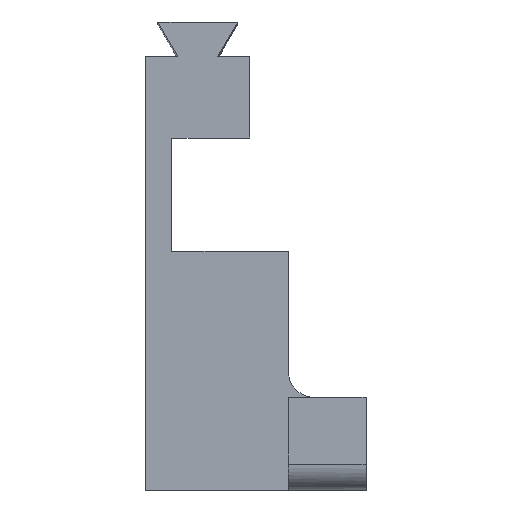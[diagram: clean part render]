
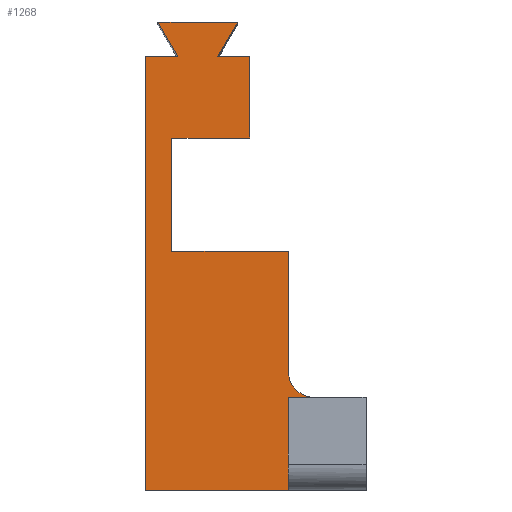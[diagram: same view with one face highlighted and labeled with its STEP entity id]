
A CAD part, front view. The second image highlights one B-rep face of the part: STEP entity #1268.
In plain terms, the highlighted planar face has unit normal (0, -1, 0).
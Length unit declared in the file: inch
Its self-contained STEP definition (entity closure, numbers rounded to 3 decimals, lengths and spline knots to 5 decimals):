
#85=CIRCLE('',#1348,0.3937);
#139=FACE_OUTER_BOUND('',#203,.T.);
#203=EDGE_LOOP('',(#880,#881,#882,#883,#884,#885,#886,#887,#888,#889,#890,
#891,#892,#893,#894,#895));
#299=LINE('',#1822,#428);
#305=LINE('',#1835,#434);
#308=LINE('',#1841,#437);
#311=LINE('',#1847,#440);
#314=LINE('',#1851,#443);
#315=LINE('',#1854,#444);
#316=LINE('',#1856,#445);
#317=LINE('',#1858,#446);
#318=LINE('',#1860,#447);
#319=LINE('',#1862,#448);
#320=LINE('',#1866,#449);
#321=LINE('',#1868,#450);
#322=LINE('',#1870,#451);
#323=LINE('',#1872,#452);
#324=LINE('',#1873,#453);
#428=VECTOR('',#1462,0.3937);
#434=VECTOR('',#1470,0.3937);
#437=VECTOR('',#1475,0.3937);
#440=VECTOR('',#1480,0.3937);
#443=VECTOR('',#1485,0.3937);
#444=VECTOR('',#1488,0.3937);
#445=VECTOR('',#1489,0.3937);
#446=VECTOR('',#1490,0.3937);
#447=VECTOR('',#1491,0.3937);
#448=VECTOR('',#1492,0.3937);
#449=VECTOR('',#1495,0.3937);
#450=VECTOR('',#1496,0.3937);
#451=VECTOR('',#1497,0.3937);
#452=VECTOR('',#1498,0.3937);
#453=VECTOR('',#1499,0.3937);
#557=VERTEX_POINT('',#1820);
#558=VERTEX_POINT('',#1821);
#563=VERTEX_POINT('',#1832);
#564=VERTEX_POINT('',#1834);
#566=VERTEX_POINT('',#1840);
#568=VERTEX_POINT('',#1846);
#569=VERTEX_POINT('',#1853);
#570=VERTEX_POINT('',#1855);
#571=VERTEX_POINT('',#1857);
#572=VERTEX_POINT('',#1859);
#573=VERTEX_POINT('',#1861);
#574=VERTEX_POINT('',#1863);
#575=VERTEX_POINT('',#1865);
#576=VERTEX_POINT('',#1867);
#577=VERTEX_POINT('',#1869);
#578=VERTEX_POINT('',#1871);
#678=EDGE_CURVE('',#557,#558,#299,.T.);
#684=EDGE_CURVE('',#564,#563,#305,.T.);
#687=EDGE_CURVE('',#566,#564,#308,.T.);
#690=EDGE_CURVE('',#568,#566,#311,.T.);
#693=EDGE_CURVE('',#558,#568,#314,.T.);
#694=EDGE_CURVE('',#563,#569,#315,.T.);
#695=EDGE_CURVE('',#570,#569,#316,.T.);
#696=EDGE_CURVE('',#570,#571,#317,.T.);
#697=EDGE_CURVE('',#571,#572,#318,.T.);
#698=EDGE_CURVE('',#573,#572,#319,.T.);
#699=EDGE_CURVE('',#573,#574,#85,.F.);
#700=EDGE_CURVE('',#574,#575,#320,.T.);
#701=EDGE_CURVE('',#576,#575,#321,.T.);
#702=EDGE_CURVE('',#577,#576,#322,.T.);
#703=EDGE_CURVE('',#577,#578,#323,.T.);
#704=EDGE_CURVE('',#557,#578,#324,.T.);
#880=ORIENTED_EDGE('',*,*,#678,.T.);
#881=ORIENTED_EDGE('',*,*,#693,.T.);
#882=ORIENTED_EDGE('',*,*,#690,.T.);
#883=ORIENTED_EDGE('',*,*,#687,.T.);
#884=ORIENTED_EDGE('',*,*,#684,.T.);
#885=ORIENTED_EDGE('',*,*,#694,.T.);
#886=ORIENTED_EDGE('',*,*,#695,.F.);
#887=ORIENTED_EDGE('',*,*,#696,.T.);
#888=ORIENTED_EDGE('',*,*,#697,.T.);
#889=ORIENTED_EDGE('',*,*,#698,.F.);
#890=ORIENTED_EDGE('',*,*,#699,.T.);
#891=ORIENTED_EDGE('',*,*,#700,.T.);
#892=ORIENTED_EDGE('',*,*,#701,.F.);
#893=ORIENTED_EDGE('',*,*,#702,.F.);
#894=ORIENTED_EDGE('',*,*,#703,.T.);
#895=ORIENTED_EDGE('',*,*,#704,.F.);
#1229=PLANE('',#1347);
#1268=ADVANCED_FACE('',(#139),#1229,.F.);
#1347=AXIS2_PLACEMENT_3D('',#1852,#1486,#1487);
#1348=AXIS2_PLACEMENT_3D('',#1864,#1493,#1494);
#1462=DIRECTION('',(1.,0.,0.));
#1470=DIRECTION('',(1.,0.,0.));
#1475=DIRECTION('',(-0.506,0.,0.863));
#1480=DIRECTION('',(1.,0.,0.));
#1485=DIRECTION('',(-0.506,0.,-0.863));
#1486=DIRECTION('center_axis',(0.,1.,0.));
#1487=DIRECTION('ref_axis',(0.,0.,1.));
#1488=DIRECTION('',(0.,0.,1.));
#1489=DIRECTION('',(1.,0.,0.));
#1490=DIRECTION('',(0.,0.,-1.));
#1491=DIRECTION('',(0.,0.,-1.));
#1492=DIRECTION('',(1.,0.,0.));
#1493=DIRECTION('center_axis',(0.,-1.,0.));
#1494=DIRECTION('ref_axis',(0.707,0.,0.707));
#1495=DIRECTION('',(0.,0.,-1.));
#1496=DIRECTION('',(-1.,0.,0.));
#1497=DIRECTION('',(0.,0.,1.));
#1498=DIRECTION('',(-1.,0.,0.));
#1499=DIRECTION('',(0.,0.,1.));
#1820=CARTESIAN_POINT('',(13.00787,-8.28923,-1.71526));
#1821=CARTESIAN_POINT('',(13.49462,-8.28923,-1.71526));
#1822=CARTESIAN_POINT('',(13.59843,-8.28923,-1.71526));
#1832=CARTESIAN_POINT('',(14.58268,-8.28923,-1.71526));
#1834=CARTESIAN_POINT('',(14.09593,-8.28923,-1.71526));
#1835=CARTESIAN_POINT('',(14.14245,-8.28923,-1.71526));
#1840=CARTESIAN_POINT('',(14.40157,-8.28923,-2.23652));
#1841=CARTESIAN_POINT('',(15.55714,-8.28923,-4.20729));
#1846=CARTESIAN_POINT('',(13.18898,-8.28923,-2.23652));
#1847=CARTESIAN_POINT('',(13.68898,-8.28923,-2.23652));
#1851=CARTESIAN_POINT('',(12.28695,-8.28923,-3.77489));
#1852=CARTESIAN_POINT('Origin',(14.18898,-8.28923,-7.65746));
#1853=CARTESIAN_POINT('',(14.58268,-8.28923,4.8806));
#1854=CARTESIAN_POINT('',(14.58268,-8.28923,-7.65746));
#1855=CARTESIAN_POINT('',(12.41732,-8.28923,4.8806));
#1856=CARTESIAN_POINT('',(14.18898,-8.28923,4.8806));
#1857=CARTESIAN_POINT('',(12.41732,-8.28923,4.7096));
#1858=CARTESIAN_POINT('',(12.41732,-8.28923,3.48296));
#1859=CARTESIAN_POINT('',(12.41732,-8.28923,3.47115));
#1860=CARTESIAN_POINT('',(12.41732,-8.28923,3.48296));
#1861=CARTESIAN_POINT('',(12.02362,-8.28923,3.47115));
#1862=CARTESIAN_POINT('',(13.30315,-8.28923,3.47115));
#1863=CARTESIAN_POINT('',(12.41732,-8.28923,3.07745));
#1864=CARTESIAN_POINT('Origin',(12.02362,-8.28923,3.07745));
#1865=CARTESIAN_POINT('',(12.41732,-8.28923,1.24729));
#1866=CARTESIAN_POINT('',(12.41732,-8.28923,3.48296));
#1867=CARTESIAN_POINT('',(14.18898,-8.28923,1.24729));
#1868=CARTESIAN_POINT('',(14.18898,-8.28923,1.24729));
#1869=CARTESIAN_POINT('',(14.18898,-8.28923,-0.47244));
#1870=CARTESIAN_POINT('',(14.18898,-8.28923,-7.65746));
#1871=CARTESIAN_POINT('',(13.00787,-8.28923,-0.47244));
#1872=CARTESIAN_POINT('',(14.18898,-8.28923,-0.47244));
#1873=CARTESIAN_POINT('',(13.00787,-8.28923,4.8806));
